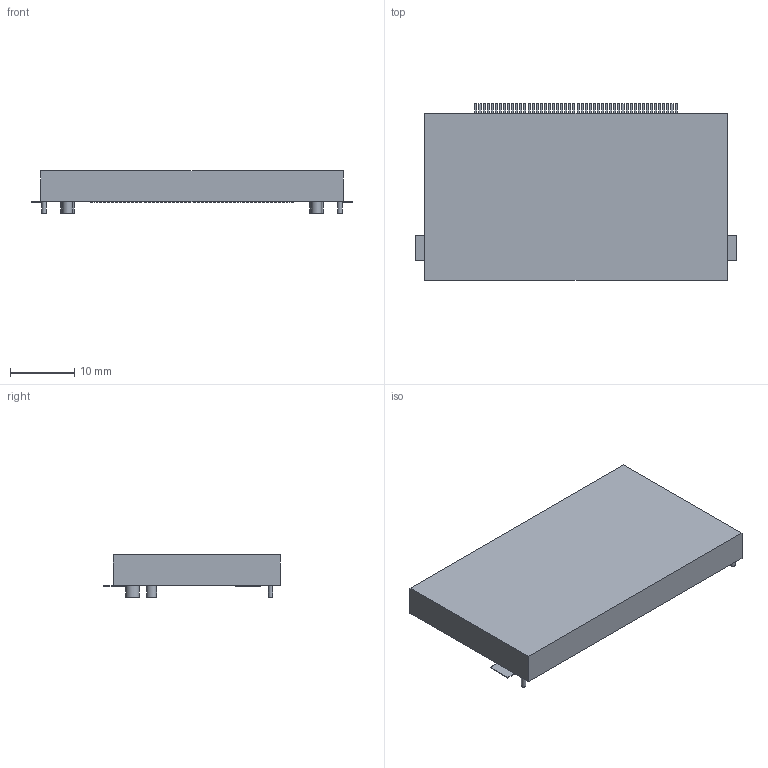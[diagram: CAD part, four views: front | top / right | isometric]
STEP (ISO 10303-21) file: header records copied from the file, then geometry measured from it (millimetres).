
FILE_DESCRIPTION(('FreeCAD Model'),'2;1');
FILE_NAME('2430010.1.3.stp','2024-06-01T09:24:16',( 'Author'),(''),'Open CASCADE STEP processor 6.9','FreeCAD','Unknown' );
FILE_SCHEMA(('AUTOMOTIVE_DESIGN { 1 0 10303 214 1 1 1 1 }'));
Length unit declared in the file: millimetre
Products named in the file (4): ASSEMBLY; Body; Pins; Lugs
Assembly tree (3 placements, depth 2):
  ASSEMBLY
    Body
    Pins
    Lugs
Bounding box: 49.9 x 27.46 x 6.6 mm (x, y, z)
Volume: 5893.6 mm3; surface area: 3403.7 mm2
Topology: 59 solids, 59 shells, 336 faces, 654 edges, 436 vertices
Faces by surface type: plane 330, cylinder 6
Full cylindrical faces by diameter (mm): 0.7 x2, 1.55 x2, 2.1 x2
Entity records: 17376 total; most frequent: CARTESIAN_POINT 2738, DIRECTION 2654, LINE 1938, VECTOR 1938, ORIENTED_EDGE 1308, PCURVE 1308, DEFINITIONAL_REPRESENTATION 1308, EDGE_CURVE 654
